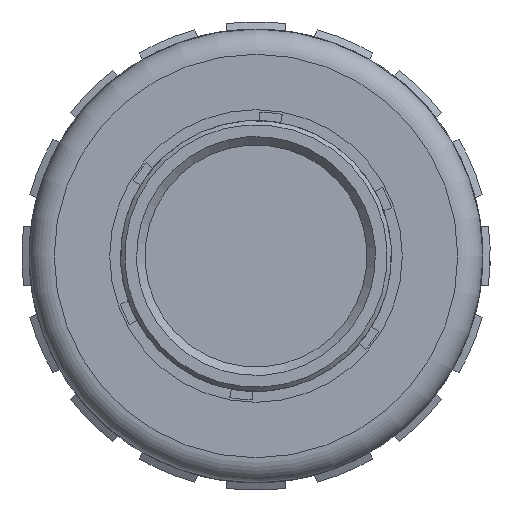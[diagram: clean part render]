
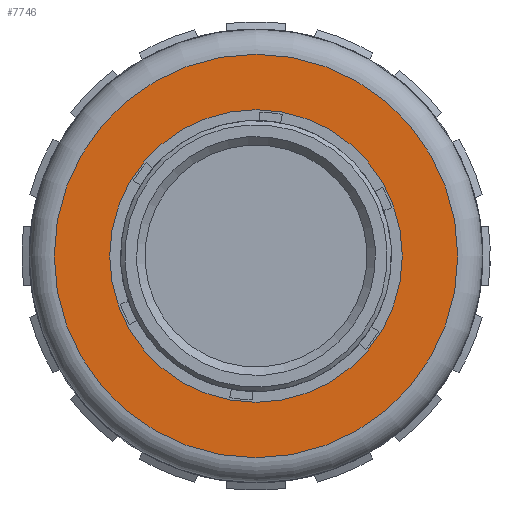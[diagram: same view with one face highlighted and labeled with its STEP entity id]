
A CAD part, front view. The second image highlights one B-rep face of the part: STEP entity #7746.
In plain terms, the highlighted planar face has unit normal (0, -1, 0).
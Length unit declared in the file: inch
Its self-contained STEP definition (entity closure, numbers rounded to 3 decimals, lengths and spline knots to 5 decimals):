
#7715=CARTESIAN_POINT('',(-1.1985,-0.498,0.));
#7716=VERTEX_POINT('',#7715);
#7717=CARTESIAN_POINT('',(0.,-0.498,0.));
#7718=DIRECTION('',(0.0,1.0,0.0));
#7719=DIRECTION('',(1.0,0.0,0.0));
#7720=AXIS2_PLACEMENT_3D('',#7717,#7718,#7719);
#7721=CIRCLE('',#7720,1.1985);
#7722=EDGE_CURVE('',#7716,#7716,#7721,.T.);
#7727=CARTESIAN_POINT('',(-1.10875,-0.498,0.));
#7728=DIRECTION('',(0.0,-1.0,0.0));
#7729=DIRECTION('',(0.0,0.0,-1.0));
#7730=AXIS2_PLACEMENT_3D('',#7727,#7728,#7729);
#7731=PLANE('',#7730);
#7732=ORIENTED_EDGE('',*,*,#7722,.F.);
#7733=EDGE_LOOP('',(#7732));
#7734=FACE_OUTER_BOUND('',#7733,.T.);
#7735=CARTESIAN_POINT('',(-0.869,-0.498,0.));
#7736=VERTEX_POINT('',#7735);
#7737=CARTESIAN_POINT('',(0.,-0.498,0.));
#7738=DIRECTION('',(0.0,-1.0,0.0));
#7739=DIRECTION('',(-1.0,0.0,0.0));
#7740=AXIS2_PLACEMENT_3D('',#7737,#7738,#7739);
#7741=CIRCLE('',#7740,0.869);
#7742=EDGE_CURVE('',#7736,#7736,#7741,.T.);
#7743=ORIENTED_EDGE('',*,*,#7742,.F.);
#7744=EDGE_LOOP('',(#7743));
#7745=FACE_BOUND('',#7744,.T.);
#7746=ADVANCED_FACE('',(#7734,#7745),#7731,.T.);
